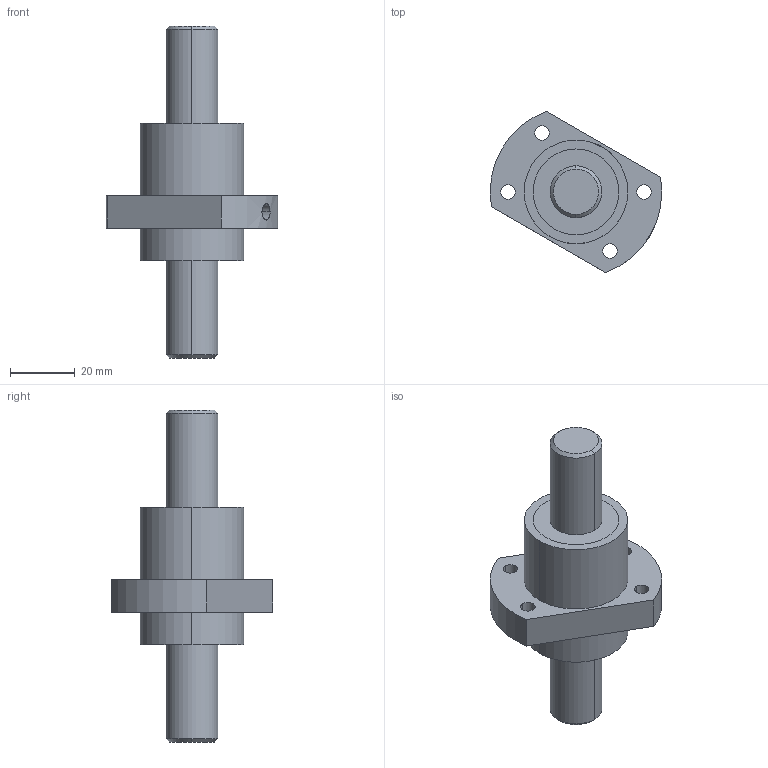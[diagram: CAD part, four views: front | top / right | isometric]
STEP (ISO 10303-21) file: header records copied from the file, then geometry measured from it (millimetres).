
FILE_DESCRIPTION (( 'STEP AP214' ), '1' );
FILE_NAME ('SFY1632-1.6.STEP', '2019-04-24T05:35:01', ( '' ), ( '' ), 'SwSTEP 2.0', 'SolidWorks 2015', '' );
FILE_SCHEMA (( 'AUTOMOTIVE_DESIGN' ));
Length unit declared in the file: millimetre
Products named in the file (1): SFY1632-1.6
Bounding box: 53 x 49.77 x 102.5 mm (x, y, z)
Volume: 54068.4 mm3; surface area: 19898.7 mm2
Topology: 4 solids, 4 shells, 608 faces, 1669 edges, 1112 vertices
Faces by surface type: bspline 425, plane 101, cylinder 78, cone 4
Entity records: 27671 total; most frequent: CARTESIAN_POINT 15962, ORIENTED_EDGE 3338, EDGE_CURVE 1669, B_SPLINE_CURVE_WITH_KNOTS 1355, VERTEX_POINT 1112, DIRECTION 800, EDGE_LOOP 665, FACE_OUTER_BOUND 608
